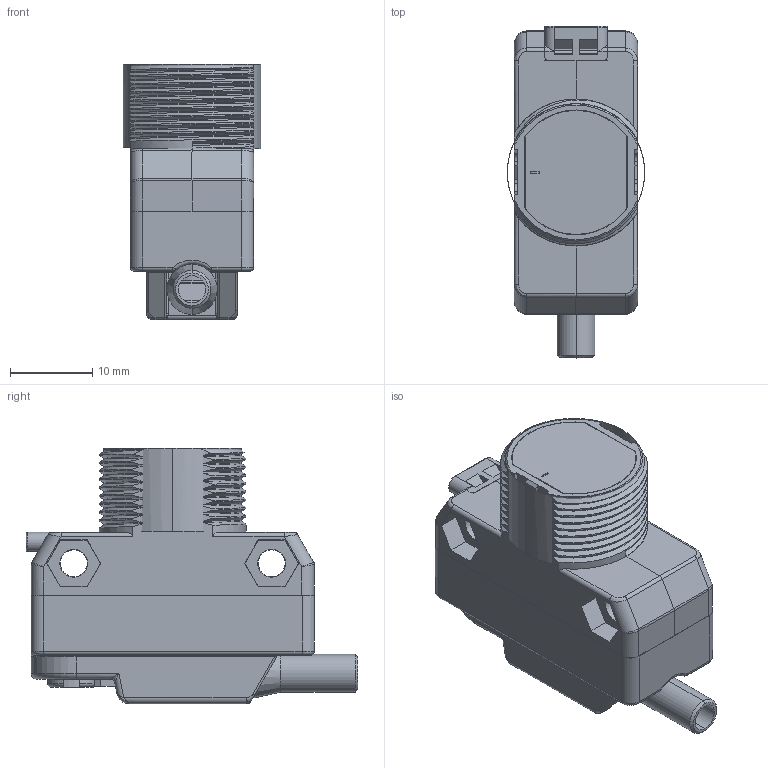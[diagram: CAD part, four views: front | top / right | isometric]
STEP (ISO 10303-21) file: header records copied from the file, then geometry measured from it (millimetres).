
FILE_DESCRIPTION((''),'2;1');
FILE_NAME('205599_ASM','2018-04-13T',('pdmadmin'),('BANNER ENGINEERING'),'CREO PARAMETRIC BY PTC INC, 2016260','CREO PARAMETRIC BY PTC INC, 2016260','');
FILE_SCHEMA(('CONFIG_CONTROL_DESIGN'));
Products named in the file (15): 193873_HOUSING; 114096; 194608; 193873_ASM; 113905; 195126_ASM; 111642; 60420; 114294_ASM; 68543_ASM; 127343; 67851_AF1; 60902; 61611_ASM; 205599_ASM
Assembly tree (14 placements, depth 4):
  205599_ASM
    195126_ASM
      193873_ASM
        193873_HOUSING
        114096
        194608
      113905
    68543_ASM
      114294_ASM
        111642
        60420
    61611_ASM
      127343
      67851_AF1
      60902
Bounding box: 16.74 x 40.39 x 31.1 mm (x, y, z)
Volume: 6262.8 mm3; surface area: 9920.1 mm2
Topology: 9 solids, 11 shells, 1462 faces, 3778 edges, 2364 vertices
Faces by surface type: plane 763, cylinder 347, bspline 174, torus 78, cone 63, sphere 33, revolution 4
Entity records: 71170 total; most frequent: CARTESIAN_POINT 36564, ORIENTED_EDGE 7530, DIRECTION 6548, EDGE_CURVE 3772, VECTOR 2394, LINE 2394, VERTEX_POINT 2364, AXIS2_PLACEMENT_3D 2075
